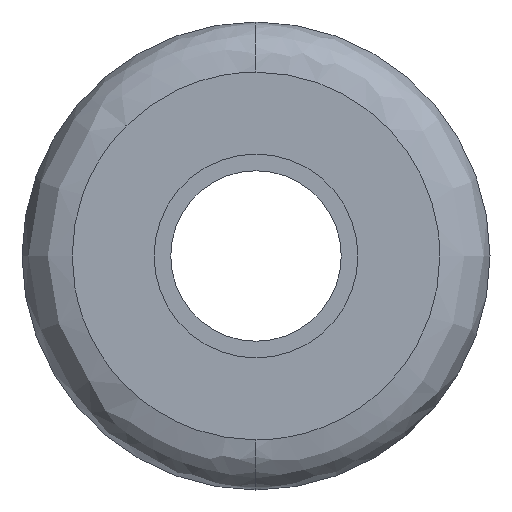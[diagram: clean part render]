
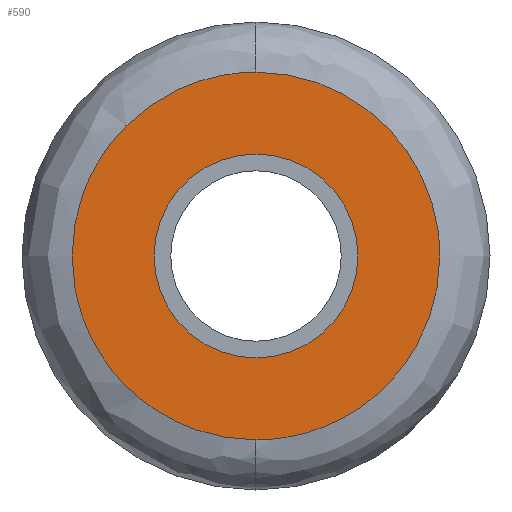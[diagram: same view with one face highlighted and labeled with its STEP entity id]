
A CAD part, left-side view. The second image highlights one B-rep face of the part: STEP entity #590.
In plain terms, the highlighted planar face has unit normal (-1, 0, 0).
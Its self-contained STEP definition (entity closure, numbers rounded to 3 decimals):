
#17 = CARTESIAN_POINT ( 'NONE',  ( -6., 0., 0. ) ) ;
#18 = CARTESIAN_POINT ( 'NONE',  ( -6., 11., 0. ) ) ;
#30 = CARTESIAN_POINT ( 'NONE',  ( -6., 11., -0.64 ) ) ;
#34 = VERTEX_POINT ( 'NONE', #1438 ) ;
#52 = CARTESIAN_POINT ( 'NONE',  ( -6., 11., 0. ) ) ;
#90 = VERTEX_POINT ( 'NONE', #324 ) ;
#101 = B_SPLINE_CURVE_WITH_KNOTS ( 'NONE', 3,
 ( #448, #853, #1135, #1006 ),
 .UNSPECIFIED., .F., .F.,
 ( 4, 4 ),
 ( 0., 1. ),
 .UNSPECIFIED. ) ;
#107 = CARTESIAN_POINT ( 'NONE',  ( -6., 10.833, 1.91 ) ) ;
#112 = CARTESIAN_POINT ( 'NONE',  ( -6., 8.57, 6.986 ) ) ;
#122 =( BOUNDED_CURVE ( )  B_SPLINE_CURVE ( 3, ( #920, #1194, #1222, #380 ),
 .UNSPECIFIED., .F., .F. ) 
 B_SPLINE_CURVE_WITH_KNOTS ( ( 4, 4 ),
 ( 0., 1. ),
 .UNSPECIFIED. ) 
 CURVE ( )  GEOMETRIC_REPRESENTATION_ITEM ( )  RATIONAL_B_SPLINE_CURVE ( ( 1., 0.805, 0.805, 1. ) ) 
 REPRESENTATION_ITEM ( '' )  );
#143 = CARTESIAN_POINT ( 'NONE',  ( -6., -10.833, -1.91 ) ) ;
#192 = CARTESIAN_POINT ( 'NONE',  ( -6., 10.833, -1.91 ) ) ;
#199 = CARTESIAN_POINT ( 'NONE',  ( -6., 0., 6.1 ) ) ;
#207 = AXIS2_PLACEMENT_3D ( 'NONE', #1515, #818, #1371 ) ;
#230 = CARTESIAN_POINT ( 'NONE',  ( -6., 8.051, -7.604 ) ) ;
#232 = ORIENTED_EDGE ( 'NONE', *, *, #1745, .F. ) ;
#233 = B_SPLINE_CURVE_WITH_KNOTS ( 'NONE', 3,
 ( #397, #1760, #510, #927, #1623, #230, #790, #934, #1202, #529 ),
 .UNSPECIFIED., .F., .F.,
 ( 4, 2, 2, 2, 4 ),
 ( 0., 0.25, 0.5, 0.75, 1. ),
 .UNSPECIFIED. ) ;
#241 = VERTEX_POINT ( 'NONE', #1772 ) ;
#242 = CARTESIAN_POINT ( 'NONE',  ( -6., -11., 0. ) ) ;
#270 = DIRECTION ( 'NONE',  ( 0., 0., -1. ) ) ;
#303 = CARTESIAN_POINT ( 'NONE',  ( -6., 0., 11. ) ) ;
#324 = CARTESIAN_POINT ( 'NONE',  ( -6., -11., 0. ) ) ;
#372 = CARTESIAN_POINT ( 'NONE',  ( -6., 10.639, 3.013 ) ) ;
#380 = CARTESIAN_POINT ( 'NONE',  ( -6., -11., 0. ) ) ;
#389 = CIRCLE ( 'NONE', #419, 6.1 ) ;
#397 = CARTESIAN_POINT ( 'NONE',  ( -6., 0., -11. ) ) ;
#407 = CARTESIAN_POINT ( 'NONE',  ( -6., 0., -11. ) ) ;
#419 = AXIS2_PLACEMENT_3D ( 'NONE', #1358, #513, #526 ) ;
#424 = ORIENTED_EDGE ( 'NONE', *, *, #1608, .F. ) ;
#427 = CARTESIAN_POINT ( 'NONE',  ( -6., -2.56, -10.774 ) ) ;
#440 = CARTESIAN_POINT ( 'NONE',  ( -6., 5.54, 9.612 ) ) ;
#448 = CARTESIAN_POINT ( 'NONE',  ( -6., 11., 0. ) ) ;
#487 = VERTEX_POINT ( 'NONE', #1467 ) ;
#510 = CARTESIAN_POINT ( 'NONE',  ( -6., 2.56, -10.774 ) ) ;
#512 = CIRCLE ( 'NONE', #207, 6.1 ) ;
#513 = DIRECTION ( 'NONE',  ( 1., 0., 0. ) ) ;
#526 = DIRECTION ( 'NONE',  ( 0., 0., 1. ) ) ;
#529 = CARTESIAN_POINT ( 'NONE',  ( -6., 10.833, -1.91 ) ) ;
#533 = CARTESIAN_POINT ( 'NONE',  ( -6., 7.778, 7.778 ) ) ;
#545 = VERTEX_POINT ( 'NONE', #199 ) ;
#558 = CARTESIAN_POINT ( 'NONE',  ( -6., -6.09, -9.249 ) ) ;
#572 = CARTESIAN_POINT ( 'NONE',  ( -6., 0., -11. ) ) ;
#578 = ORIENTED_EDGE ( 'NONE', *, *, #1468, .T. ) ;
#583 = CARTESIAN_POINT ( 'NONE',  ( -6., 1.44, 11. ) ) ;
#587 = CARTESIAN_POINT ( 'NONE',  ( -6., 6.76, 8.796 ) ) ;
#590 = ADVANCED_FACE ( 'NONE', ( #760, #1179 ), #1236, .F. ) ;
#659 = CARTESIAN_POINT ( 'NONE',  ( -6., -10.944, -1.28 ) ) ;
#679 = CARTESIAN_POINT ( 'NONE',  ( -6., -11., -0.64 ) ) ;
#691 = ORIENTED_EDGE ( 'NONE', *, *, #757, .T. ) ;
#692 = EDGE_LOOP ( 'NONE', ( #691, #578 ) ) ;
#697 = DIRECTION ( 'NONE',  ( 1., 0., 0. ) ) ;
#701 = CARTESIAN_POINT ( 'NONE',  ( -6., 7.778, 7.778 ) ) ;
#757 = EDGE_CURVE ( 'NONE', #545, #1683, #512, .T. ) ;
#760 = FACE_BOUND ( 'NONE', #692, .T. ) ;
#785 = B_SPLINE_CURVE_WITH_KNOTS ( 'NONE', 3,
 ( #143, #834, #1104, #856, #1389, #558, #1534, #427, #1403, #572 ),
 .UNSPECIFIED., .F., .F.,
 ( 4, 2, 2, 2, 4 ),
 ( 0., 0.25, 0.5, 0.75, 1. ),
 .UNSPECIFIED. ) ;
#790 = CARTESIAN_POINT ( 'NONE',  ( -6., 8.886, -6.609 ) ) ;
#815 = VERTEX_POINT ( 'NONE', #407 ) ;
#818 = DIRECTION ( 'NONE',  ( 1., 0., 0. ) ) ;
#834 = CARTESIAN_POINT ( 'NONE',  ( -6., -10.611, -3.171 ) ) ;
#853 = CARTESIAN_POINT ( 'NONE',  ( -6., 11., 0.64 ) ) ;
#856 = CARTESIAN_POINT ( 'NONE',  ( -6., -8.887, -6.609 ) ) ;
#864 = CARTESIAN_POINT ( 'NONE',  ( -6., 7.778, 7.778 ) ) ;
#873 = CARTESIAN_POINT ( 'NONE',  ( -6., 0., -6.1 ) ) ;
#920 = CARTESIAN_POINT ( 'NONE',  ( -6., 0., 11. ) ) ;
#927 = CARTESIAN_POINT ( 'NONE',  ( -6., 4.965, -9.899 ) ) ;
#934 = CARTESIAN_POINT ( 'NONE',  ( -6., 10.166, -4.392 ) ) ;
#947 = VERTEX_POINT ( 'NONE', #864 ) ;
#970 = VERTEX_POINT ( 'NONE', #192 ) ;
#988 = CARTESIAN_POINT ( 'NONE',  ( -6., 10.833, -1.91 ) ) ;
#996 = CARTESIAN_POINT ( 'NONE',  ( -6., 10.944, -1.28 ) ) ;
#1006 = CARTESIAN_POINT ( 'NONE',  ( -6., 10.833, 1.91 ) ) ;
#1057 = B_SPLINE_CURVE_WITH_KNOTS ( 'NONE', 3,
 ( #107, #372, #1493, #1776, #112, #533 ),
 .UNSPECIFIED., .F., .F.,
 ( 4, 2, 4 ),
 ( 0., 0.5, 1. ),
 .UNSPECIFIED. ) ;
#1082 = CARTESIAN_POINT ( 'NONE',  ( -6., -10.833, -1.91 ) ) ;
#1104 = CARTESIAN_POINT ( 'NONE',  ( -6., -10.167, -4.392 ) ) ;
#1135 = CARTESIAN_POINT ( 'NONE',  ( -6., 10.944, 1.28 ) ) ;
#1150 = EDGE_CURVE ( 'NONE', #34, #815, #785, .T. ) ;
#1175 = ORIENTED_EDGE ( 'NONE', *, *, #1581, .F. ) ;
#1179 = FACE_OUTER_BOUND ( 'NONE', #1708, .T. ) ;
#1192 = ORIENTED_EDGE ( 'NONE', *, *, #1509, .F. ) ;
#1194 = CARTESIAN_POINT ( 'NONE',  ( -6., -6.444, 11. ) ) ;
#1202 = CARTESIAN_POINT ( 'NONE',  ( -6., 10.611, -3.171 ) ) ;
#1222 = CARTESIAN_POINT ( 'NONE',  ( -6., -11., 6.444 ) ) ;
#1236 = PLANE ( 'NONE',  #1678 ) ;
#1290 = VERTEX_POINT ( 'NONE', #52 ) ;
#1309 = ORIENTED_EDGE ( 'NONE', *, *, #1150, .F. ) ;
#1342 = B_SPLINE_CURVE_WITH_KNOTS ( 'NONE', 3,
 ( #988, #996, #30, #18 ),
 .UNSPECIFIED., .F., .F.,
 ( 4, 4 ),
 ( 0., 1. ),
 .UNSPECIFIED. ) ;
#1358 = CARTESIAN_POINT ( 'NONE',  ( -6., 0., 0. ) ) ;
#1371 = DIRECTION ( 'NONE',  ( 0., 0., 1. ) ) ;
#1389 = CARTESIAN_POINT ( 'NONE',  ( -6., -8.051, -7.604 ) ) ;
#1403 = CARTESIAN_POINT ( 'NONE',  ( -6., -1.28, -11. ) ) ;
#1425 = CARTESIAN_POINT ( 'NONE',  ( -6., 2.879, 10.714 ) ) ;
#1429 = ORIENTED_EDGE ( 'NONE', *, *, #1592, .F. ) ;
#1435 = ORIENTED_EDGE ( 'NONE', *, *, #1444, .F. ) ;
#1438 = CARTESIAN_POINT ( 'NONE',  ( -6., -10.833, -1.91 ) ) ;
#1444 = EDGE_CURVE ( 'NONE', #241, #90, #122, .T. ) ;
#1467 = CARTESIAN_POINT ( 'NONE',  ( -6., 10.833, 1.91 ) ) ;
#1468 = EDGE_CURVE ( 'NONE', #1683, #545, #389, .T. ) ;
#1492 = B_SPLINE_CURVE_WITH_KNOTS ( 'NONE', 3,
 ( #701, #587, #440, #1425, #583, #303 ),
 .UNSPECIFIED., .F., .F.,
 ( 4, 2, 4 ),
 ( 0., 0.5, 1. ),
 .UNSPECIFIED. ) ;
#1493 = CARTESIAN_POINT ( 'NONE',  ( -6., 10.275, 4.086 ) ) ;
#1509 = EDGE_CURVE ( 'NONE', #487, #947, #1057, .T. ) ;
#1515 = CARTESIAN_POINT ( 'NONE',  ( -6., 0., 0. ) ) ;
#1532 = EDGE_CURVE ( 'NONE', #90, #34, #1763, .T. ) ;
#1534 = CARTESIAN_POINT ( 'NONE',  ( -6., -4.965, -9.899 ) ) ;
#1581 = EDGE_CURVE ( 'NONE', #947, #241, #1492, .T. ) ;
#1585 = ORIENTED_EDGE ( 'NONE', *, *, #1532, .F. ) ;
#1592 = EDGE_CURVE ( 'NONE', #1290, #487, #101, .T. ) ;
#1608 = EDGE_CURVE ( 'NONE', #970, #1290, #1342, .T. ) ;
#1623 = CARTESIAN_POINT ( 'NONE',  ( -6., 6.09, -9.249 ) ) ;
#1678 = AXIS2_PLACEMENT_3D ( 'NONE', #17, #697, #270 ) ;
#1683 = VERTEX_POINT ( 'NONE', #873 ) ;
#1708 = EDGE_LOOP ( 'NONE', ( #1192, #1429, #424, #232, #1309, #1585, #1435, #1175 ) ) ;
#1745 = EDGE_CURVE ( 'NONE', #815, #970, #233, .T. ) ;
#1760 = CARTESIAN_POINT ( 'NONE',  ( -6., 1.28, -11. ) ) ;
#1763 = B_SPLINE_CURVE_WITH_KNOTS ( 'NONE', 3,
 ( #242, #679, #659, #1082 ),
 .UNSPECIFIED., .F., .F.,
 ( 4, 4 ),
 ( 0., 1. ),
 .UNSPECIFIED. ) ;
#1772 = CARTESIAN_POINT ( 'NONE',  ( -6., 0., 11. ) ) ;
#1776 = CARTESIAN_POINT ( 'NONE',  ( -6., 9.24, 6.073 ) ) ;
